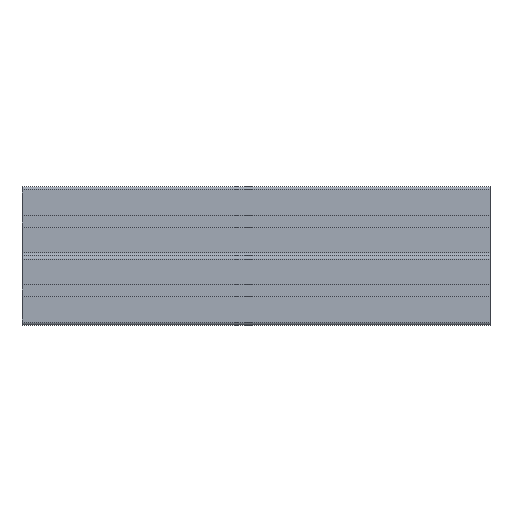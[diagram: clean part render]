
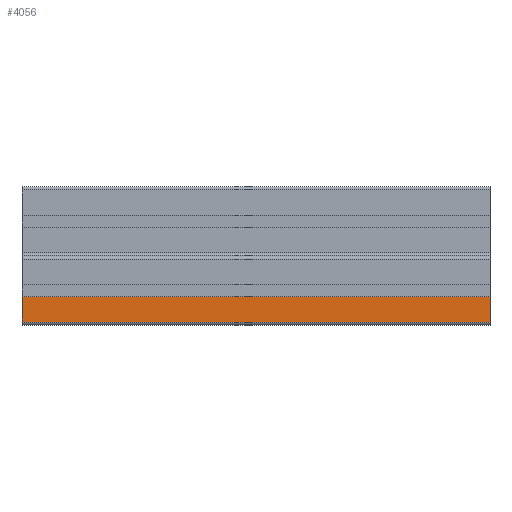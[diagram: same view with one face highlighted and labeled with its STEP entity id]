
A CAD part, front view. The second image highlights one B-rep face of the part: STEP entity #4056.
In plain terms, the highlighted planar face has unit normal (0, -1, 0).
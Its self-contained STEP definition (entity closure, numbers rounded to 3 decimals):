
#105=PLANE('',#4387);
#292=FACE_OUTER_BOUND('',#495,.T.);
#495=EDGE_LOOP('',(#3167,#3168,#3169,#3170));
#856=LINE('',#6454,#1301);
#857=LINE('',#6457,#1302);
#858=LINE('',#6459,#1303);
#859=LINE('',#6460,#1304);
#1301=VECTOR('',#5278,1.);
#1302=VECTOR('',#5281,1.);
#1303=VECTOR('',#5282,1.);
#1304=VECTOR('',#5283,1.);
#1898=VERTEX_POINT('',#6450);
#1899=VERTEX_POINT('',#6452);
#1900=VERTEX_POINT('',#6456);
#1901=VERTEX_POINT('',#6458);
#2432=EDGE_CURVE('',#1898,#1899,#856,.T.);
#2433=EDGE_CURVE('',#1900,#1898,#857,.T.);
#2434=EDGE_CURVE('',#1901,#1899,#858,.T.);
#2435=EDGE_CURVE('',#1900,#1901,#859,.T.);
#3167=ORIENTED_EDGE('',*,*,#2433,.T.);
#3168=ORIENTED_EDGE('',*,*,#2432,.T.);
#3169=ORIENTED_EDGE('',*,*,#2434,.F.);
#3170=ORIENTED_EDGE('',*,*,#2435,.F.);
#4056=ADVANCED_FACE('',(#292),#105,.T.);
#4387=AXIS2_PLACEMENT_3D('',#6455,#5279,#5280);
#5278=DIRECTION('',(1.,0.,0.));
#5279=DIRECTION('center_axis',(0.,-1.,0.));
#5280=DIRECTION('ref_axis',(0.,0.,-1.));
#5281=DIRECTION('',(0.,0.,-1.));
#5282=DIRECTION('',(0.,0.,-1.));
#5283=DIRECTION('',(1.,0.,0.));
#6450=CARTESIAN_POINT('',(0.,0.,2.));
#6452=CARTESIAN_POINT('',(304.8,0.,2.));
#6454=CARTESIAN_POINT('',(0.,0.,2.));
#6455=CARTESIAN_POINT('Origin',(0.,0.,18.418));
#6456=CARTESIAN_POINT('',(0.,0.,18.418));
#6457=CARTESIAN_POINT('',(0.,0.,18.418));
#6458=CARTESIAN_POINT('',(304.8,0.,18.418));
#6459=CARTESIAN_POINT('',(304.8,0.,18.418));
#6460=CARTESIAN_POINT('',(0.,0.,18.418));
